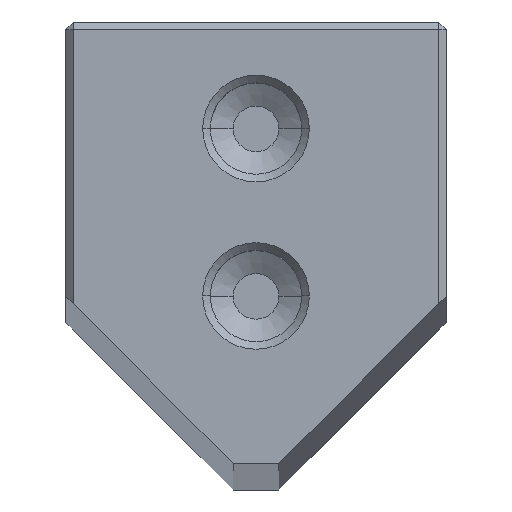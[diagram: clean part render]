
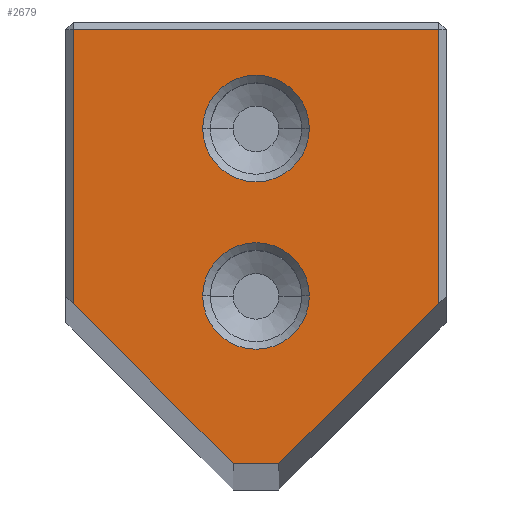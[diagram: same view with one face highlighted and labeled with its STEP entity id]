
A CAD part, top view. The second image highlights one B-rep face of the part: STEP entity #2679.
In plain terms, the highlighted planar face has unit normal (0, 0, 1).
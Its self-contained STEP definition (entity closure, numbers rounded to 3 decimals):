
#2679=ADVANCED_FACE('',(#3693,#3694,#3695),#3044,.T.);
#3044=PLANE('',#9968);
#3299=CIRCLE('',#9775,3.5);
#3301=CIRCLE('',#9778,3.5);
#3428=CIRCLE('',#9966,3.5);
#3429=CIRCLE('',#9967,3.5);
#3693=FACE_BOUND('',#3847,.T.);
#3694=FACE_BOUND('',#3848,.T.);
#3695=FACE_BOUND('',#3849,.T.);
#3847=EDGE_LOOP('',(#4827,#4828));
#3848=EDGE_LOOP('',(#4829,#4830));
#3849=EDGE_LOOP('',(#4831,#4832,#4833,#4834,#4835,#4836));
#4827=ORIENTED_EDGE('',*,*,#7441,.T.);
#4828=ORIENTED_EDGE('',*,*,#7680,.T.);
#4829=ORIENTED_EDGE('',*,*,#7437,.T.);
#4830=ORIENTED_EDGE('',*,*,#7681,.T.);
#4831=ORIENTED_EDGE('',*,*,#7655,.T.);
#4832=ORIENTED_EDGE('',*,*,#7682,.T.);
#4833=ORIENTED_EDGE('',*,*,#7683,.T.);
#4834=ORIENTED_EDGE('',*,*,#7684,.T.);
#4835=ORIENTED_EDGE('',*,*,#7661,.T.);
#4836=ORIENTED_EDGE('',*,*,#7657,.T.);
#6705=VERTEX_POINT('',#12848);
#6706=VERTEX_POINT('',#12850);
#6709=VERTEX_POINT('',#12857);
#6710=VERTEX_POINT('',#12859);
#6865=VERTEX_POINT('',#13283);
#6866=VERTEX_POINT('',#13285);
#6867=VERTEX_POINT('',#13289);
#6870=VERTEX_POINT('',#13297);
#6877=VERTEX_POINT('',#13328);
#6878=VERTEX_POINT('',#13330);
#7437=EDGE_CURVE('',#6706,#6705,#3299,.T.);
#7441=EDGE_CURVE('',#6710,#6709,#3301,.T.);
#7655=EDGE_CURVE('',#6866,#6865,#8537,.T.);
#7657=EDGE_CURVE('',#6867,#6866,#8539,.T.);
#7661=EDGE_CURVE('',#6870,#6867,#8543,.T.);
#7680=EDGE_CURVE('',#6709,#6710,#3428,.T.);
#7681=EDGE_CURVE('',#6705,#6706,#3429,.T.);
#7682=EDGE_CURVE('',#6865,#6877,#8552,.T.);
#7683=EDGE_CURVE('',#6877,#6878,#8553,.T.);
#7684=EDGE_CURVE('',#6878,#6870,#8554,.T.);
#8537=LINE('',#13284,#9271);
#8539=LINE('',#13288,#9273);
#8543=LINE('',#13296,#9277);
#8552=LINE('',#13327,#9286);
#8553=LINE('',#13329,#9287);
#8554=LINE('',#13331,#9288);
#9271=VECTOR('',#10961,1.);
#9273=VECTOR('',#10965,1.);
#9277=VECTOR('',#10971,1.);
#9286=VECTOR('',#11010,1.);
#9287=VECTOR('',#11011,1.);
#9288=VECTOR('',#11012,1.);
#9775=AXIS2_PLACEMENT_3D('',#12849,#10510,#10511);
#9778=AXIS2_PLACEMENT_3D('',#12858,#10518,#10519);
#9966=AXIS2_PLACEMENT_3D('',#13325,#11006,#11007);
#9967=AXIS2_PLACEMENT_3D('',#13326,#11008,#11009);
#9968=AXIS2_PLACEMENT_3D('',#13332,#11013,#11014);
#10510=DIRECTION('',(0.,0.,-1.));
#10511=DIRECTION('',(1.,0.,0.));
#10518=DIRECTION('',(0.,0.,-1.));
#10519=DIRECTION('',(1.,0.,0.));
#10961=DIRECTION('',(0.707,0.707,0.));
#10965=DIRECTION('',(1.,0.,0.));
#10971=DIRECTION('',(0.707,-0.707,0.));
#11006=DIRECTION('',(0.,0.,-1.));
#11007=DIRECTION('',(1.,0.,0.));
#11008=DIRECTION('',(0.,0.,-1.));
#11009=DIRECTION('',(1.,0.,0.));
#11010=DIRECTION('',(0.,1.,0.));
#11011=DIRECTION('',(-1.,0.,0.));
#11012=DIRECTION('',(0.,-1.,0.));
#11013=DIRECTION('',(0.,0.,1.));
#11014=DIRECTION('',(1.,0.,0.));
#12848=CARTESIAN_POINT('',(-3.5,45.,0.));
#12849=CARTESIAN_POINT('',(0.,45.,0.));
#12850=CARTESIAN_POINT('',(3.5,45.,0.));
#12857=CARTESIAN_POINT('',(-3.5,34.,0.));
#12858=CARTESIAN_POINT('',(0.,34.,0.));
#12859=CARTESIAN_POINT('',(3.5,34.,0.));
#13283=CARTESIAN_POINT('',(12.,33.5,0.));
#13284=CARTESIAN_POINT('',(1.5,23.,0.));
#13285=CARTESIAN_POINT('',(1.5,23.,0.));
#13288=CARTESIAN_POINT('',(-1.5,23.,0.));
#13289=CARTESIAN_POINT('',(-1.5,23.,0.));
#13296=CARTESIAN_POINT('',(-1.5,23.,0.));
#13297=CARTESIAN_POINT('',(-12.,33.5,0.));
#13325=CARTESIAN_POINT('',(0.,34.,0.));
#13326=CARTESIAN_POINT('',(0.,45.,0.));
#13327=CARTESIAN_POINT('',(12.,21.5,0.));
#13328=CARTESIAN_POINT('',(12.,51.5,0.));
#13329=CARTESIAN_POINT('',(0.,51.5,0.));
#13330=CARTESIAN_POINT('',(-12.,51.5,0.));
#13331=CARTESIAN_POINT('',(-12.,21.5,0.));
#13332=CARTESIAN_POINT('',(0.,21.5,0.));
